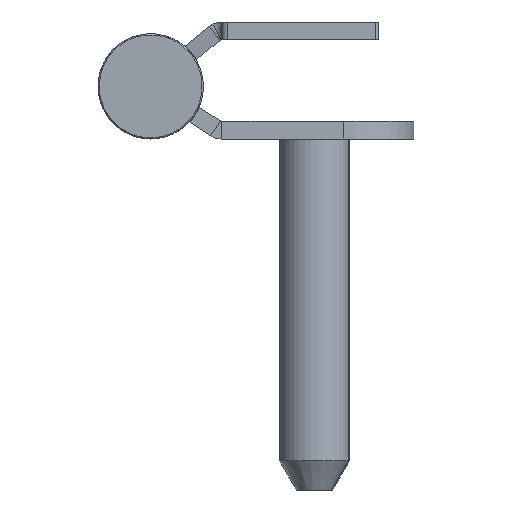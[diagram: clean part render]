
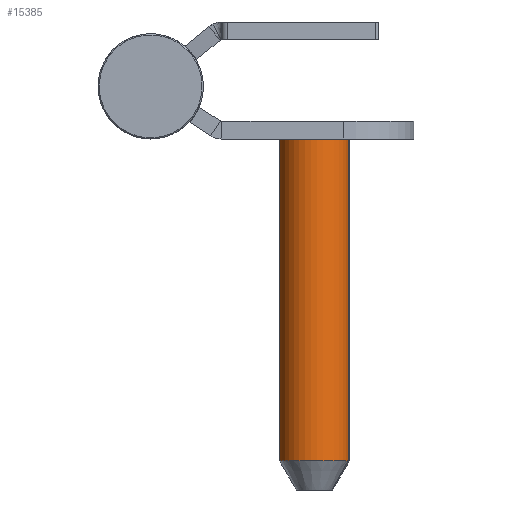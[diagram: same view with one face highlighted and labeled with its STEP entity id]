
A CAD part, left-side view. The second image highlights one B-rep face of the part: STEP entity #15385.
In plain terms, the highlighted cylindrical face has radius 6 mm (diameter 12 mm), a partial arc.
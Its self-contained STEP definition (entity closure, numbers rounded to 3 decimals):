
#2 = CARTESIAN_POINT ( 'NONE',  ( 0., 0., 0. ) ) ;
#1211 = CARTESIAN_POINT ( 'NONE',  ( 0., 60., 0. ) ) ;
#1266 = DIRECTION ( 'NONE',  ( 0., -1., 0. ) ) ;
#1331 = CARTESIAN_POINT ( 'NONE',  ( 0., 60., 6. ) ) ;
#1639 = DIRECTION ( 'NONE',  ( 0., 0., -1. ) ) ;
#2400 = ORIENTED_EDGE ( 'NONE', *, *, #2835, .F. ) ;
#2552 = CIRCLE ( 'NONE', #12756, 6. ) ;
#2835 = EDGE_CURVE ( 'NONE', #17562, #9844, #13810, .T. ) ;
#2966 = EDGE_LOOP ( 'NONE', ( #2400, #12665, #11510, #15649 ) ) ;
#3121 = AXIS2_PLACEMENT_3D ( 'NONE', #2, #1266, #10863 ) ;
#3604 = CIRCLE ( 'NONE', #5609, 6. ) ;
#3779 = DIRECTION ( 'NONE',  ( 0., -1., 0. ) ) ;
#3896 = CARTESIAN_POINT ( 'NONE',  ( 0., 0., -6. ) ) ;
#5210 = DIRECTION ( 'NONE',  ( 0., 0., -1. ) ) ;
#5338 = EDGE_CURVE ( 'NONE', #8696, #15438, #16812, .T. ) ;
#5609 = AXIS2_PLACEMENT_3D ( 'NONE', #1211, #3779, #5210 ) ;
#5876 = CARTESIAN_POINT ( 'NONE',  ( 0., 5., 6. ) ) ;
#7244 = CARTESIAN_POINT ( 'NONE',  ( 0., 5., 0. ) ) ;
#7399 = FACE_OUTER_BOUND ( 'NONE', #2966, .T. ) ;
#8696 = VERTEX_POINT ( 'NONE', #12796 ) ;
#9259 = CARTESIAN_POINT ( 'NONE',  ( 0., 0., 6. ) ) ;
#9826 = DIRECTION ( 'NONE',  ( 0., -1., 0. ) ) ;
#9844 = VERTEX_POINT ( 'NONE', #5876 ) ;
#10591 = VECTOR ( 'NONE', #17646, 1000. ) ;
#10634 = CYLINDRICAL_SURFACE ( 'NONE', #3121, 6. ) ;
#10815 = DIRECTION ( 'NONE',  ( 0., -1., 0. ) ) ;
#10863 = DIRECTION ( 'NONE',  ( 0., 0., -1. ) ) ;
#11510 = ORIENTED_EDGE ( 'NONE', *, *, #5338, .T. ) ;
#12185 = CARTESIAN_POINT ( 'NONE',  ( 0., 5., -6. ) ) ;
#12665 = ORIENTED_EDGE ( 'NONE', *, *, #13381, .T. ) ;
#12731 = VECTOR ( 'NONE', #10815, 1000. ) ;
#12756 = AXIS2_PLACEMENT_3D ( 'NONE', #7244, #9826, #1639 ) ;
#12796 = CARTESIAN_POINT ( 'NONE',  ( 0., 60., -6. ) ) ;
#13381 = EDGE_CURVE ( 'NONE', #17562, #8696, #3604, .T. ) ;
#13660 = EDGE_CURVE ( 'NONE', #9844, #15438, #2552, .T. ) ;
#13810 = LINE ( 'NONE', #9259, #12731 ) ;
#15385 = ADVANCED_FACE ( 'NONE', ( #7399 ), #10634, .T. ) ;
#15438 = VERTEX_POINT ( 'NONE', #12185 ) ;
#15649 = ORIENTED_EDGE ( 'NONE', *, *, #13660, .F. ) ;
#16812 = LINE ( 'NONE', #3896, #10591 ) ;
#17562 = VERTEX_POINT ( 'NONE', #1331 ) ;
#17646 = DIRECTION ( 'NONE',  ( 0., -1., 0. ) ) ;
